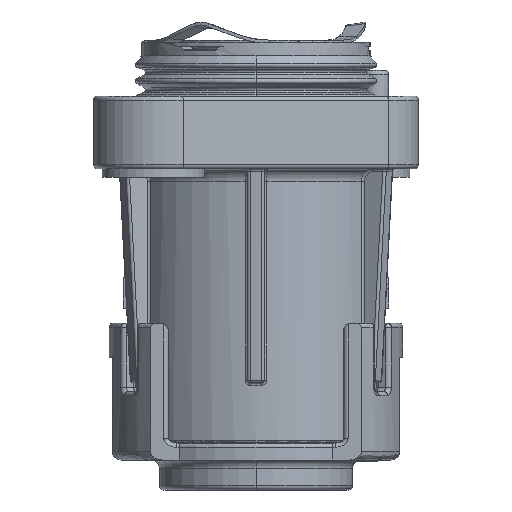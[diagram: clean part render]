
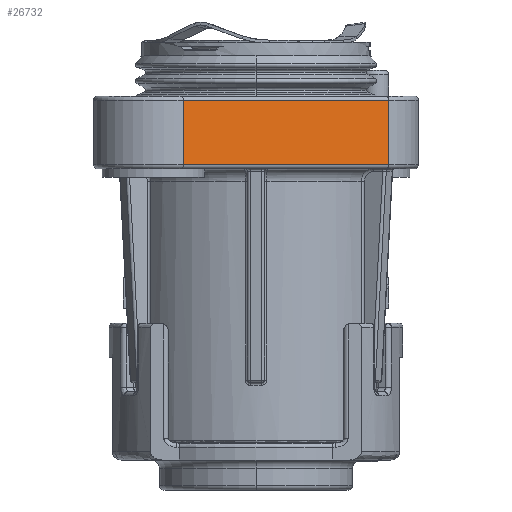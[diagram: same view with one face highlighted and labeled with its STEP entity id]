
A CAD part, left-side view. The second image highlights one B-rep face of the part: STEP entity #26732.
In plain terms, the highlighted planar face has unit normal (-0.866, -0.5, 0).
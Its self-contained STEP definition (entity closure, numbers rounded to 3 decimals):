
#1732 = CARTESIAN_POINT ( 'NONE',  ( -28.706, -15.5, -8.5 ) ) ;
#2221 = CARTESIAN_POINT ( 'NONE',  ( -42.562, 8.5, -8. ) ) ;
#3873 = VECTOR ( 'NONE', #19011, 1000. ) ;
#5244 = EDGE_CURVE ( 'NONE', #13610, #38151, #49585, .T. ) ;
#8177 = DIRECTION ( 'NONE',  ( 0.866, 0.5, 0. ) ) ;
#8575 = DIRECTION ( 'NONE',  ( 0.5, -0.866, 0. ) ) ;
#13610 = VERTEX_POINT ( 'NONE', #2221 ) ;
#16988 = VERTEX_POINT ( 'NONE', #47409 ) ;
#18083 = EDGE_CURVE ( 'NONE', #38151, #16988, #19141, .T. ) ;
#18129 = VECTOR ( 'NONE', #24635, 1000. ) ;
#19011 = DIRECTION ( 'NONE',  ( -0.5, 0.866, 0. ) ) ;
#19141 = LINE ( 'NONE', #26720, #20495 ) ;
#19626 = CARTESIAN_POINT ( 'NONE',  ( -28.706, -15.5, -8. ) ) ;
#20495 = VECTOR ( 'NONE', #39097, 1000. ) ;
#24219 = EDGE_LOOP ( 'NONE', ( #77045, #48932, #69033, #73600 ) ) ;
#24635 = DIRECTION ( 'NONE',  ( 0., 0., 1. ) ) ;
#26720 = CARTESIAN_POINT ( 'NONE',  ( -28.706, -15.5, -8.5 ) ) ;
#26732 = ADVANCED_FACE ( 'NONE', ( #63305 ), #38539, .F. ) ;
#38151 = VERTEX_POINT ( 'NONE', #67349 ) ;
#38539 = PLANE ( 'NONE',  #70645 ) ;
#39097 = DIRECTION ( 'NONE',  ( 0., 0., 1. ) ) ;
#44353 = LINE ( 'NONE', #68699, #18129 ) ;
#47409 = CARTESIAN_POINT ( 'NONE',  ( -28.706, -15.5, -0.5 ) ) ;
#48932 = ORIENTED_EDGE ( 'NONE', *, *, #5244, .T. ) ;
#49585 = LINE ( 'NONE', #19626, #65891 ) ;
#59789 = CARTESIAN_POINT ( 'NONE',  ( -28.706, -15.5, -0.5 ) ) ;
#60478 = CARTESIAN_POINT ( 'NONE',  ( -42.562, 8.5, -0.5 ) ) ;
#61344 = LINE ( 'NONE', #59789, #3873 ) ;
#61568 = DIRECTION ( 'NONE',  ( 0.5, -0.866, 0. ) ) ;
#61952 = EDGE_CURVE ( 'NONE', #16988, #77496, #61344, .T. ) ;
#63305 = FACE_OUTER_BOUND ( 'NONE', #24219, .T. ) ;
#65891 = VECTOR ( 'NONE', #61568, 1000. ) ;
#66105 = EDGE_CURVE ( 'NONE', #13610, #77496, #44353, .T. ) ;
#67349 = CARTESIAN_POINT ( 'NONE',  ( -28.706, -15.5, -8. ) ) ;
#68699 = CARTESIAN_POINT ( 'NONE',  ( -42.562, 8.5, -8.5 ) ) ;
#69033 = ORIENTED_EDGE ( 'NONE', *, *, #18083, .T. ) ;
#70645 = AXIS2_PLACEMENT_3D ( 'NONE', #1732, #8177, #8575 ) ;
#73600 = ORIENTED_EDGE ( 'NONE', *, *, #61952, .T. ) ;
#77045 = ORIENTED_EDGE ( 'NONE', *, *, #66105, .F. ) ;
#77496 = VERTEX_POINT ( 'NONE', #60478 ) ;
